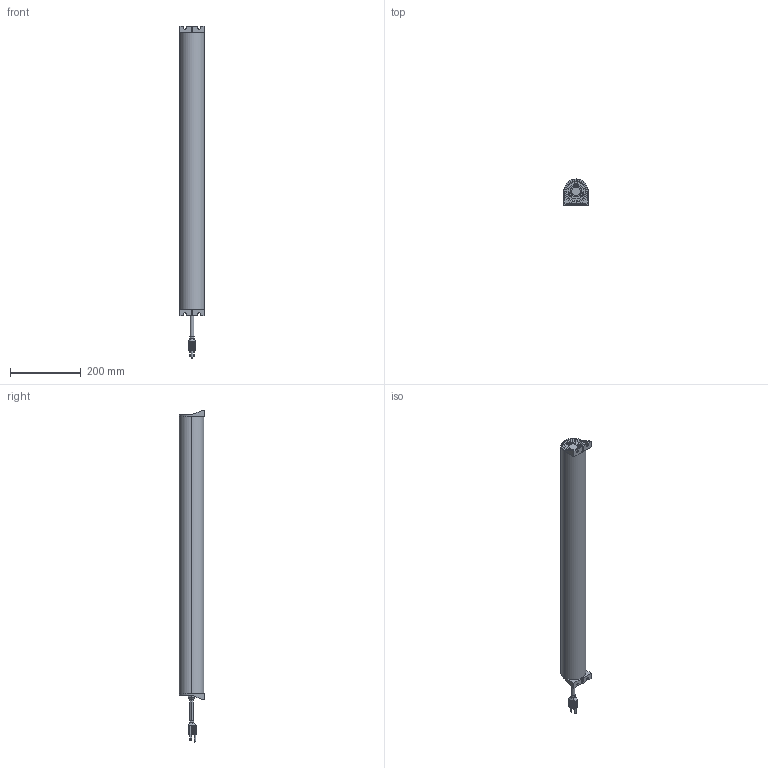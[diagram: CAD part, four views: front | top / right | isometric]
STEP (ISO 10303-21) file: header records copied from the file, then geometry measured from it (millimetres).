
FILE_DESCRIPTION((''),'2;1');
FILE_NAME('194190_ASM','2016-03-29T',('PDMAdmin'),(''),'PRO/ENGINEER BY PARAMETRIC TECHNOLOGY CORPORATION, 2013230','PRO/ENGINEER BY PARAMETRIC TECHNOLOGY CORPORATION, 2013230','');
FILE_SCHEMA(('CONFIG_CONTROL_DESIGN'));
Length unit declared in the file: millimetre
Products named in the file (15): 71293_END_; 71293_ENDCAP_; 71293_RUBBER_RING_; 71293_END__ASM; 71293_TUBE_; 71293_LIGHT_; 71293_END_WIRE_; 71293_ENDCAP_WIRE_; 71293_END_WIRE__ASM; 71293_STRAIN_RELIEF_1_; 71293_STRAIN_RELIEF_2_; 71293_ASM; HFF-CABLE; 3PR_PLUG_AC; 194190_ASM
Assembly tree (15 placements, depth 4):
  194190_ASM
    71293_ASM
      71293_END__ASM
        71293_END_
        71293_ENDCAP_
        71293_RUBBER_RING_
      71293_TUBE_
      71293_LIGHT_
      71293_END_WIRE__ASM
        71293_END_WIRE_
        71293_ENDCAP_WIRE_
        71293_RUBBER_RING_
      71293_STRAIN_RELIEF_1_
      71293_STRAIN_RELIEF_2_
    HFF-CABLE
    3PR_PLUG_AC
Bounding box: 70 x 72.25 x 939 mm (x, y, z)
Volume: 1037835.5 mm3; surface area: 624596.9 mm2
Topology: 12 solids, 12 shells, 1561 faces, 4462 edges, 2938 vertices
Faces by surface type: plane 930, cylinder 522, bspline 76, torus 29, cone 4
Entity records: 56017 total; most frequent: CARTESIAN_POINT 13489, DIRECTION 8918, ORIENTED_EDGE 8908, EDGE_CURVE 4454, AXIS2_PLACEMENT_3D 3097, VERTEX_POINT 2934, VECTOR 2724, LINE 2724
